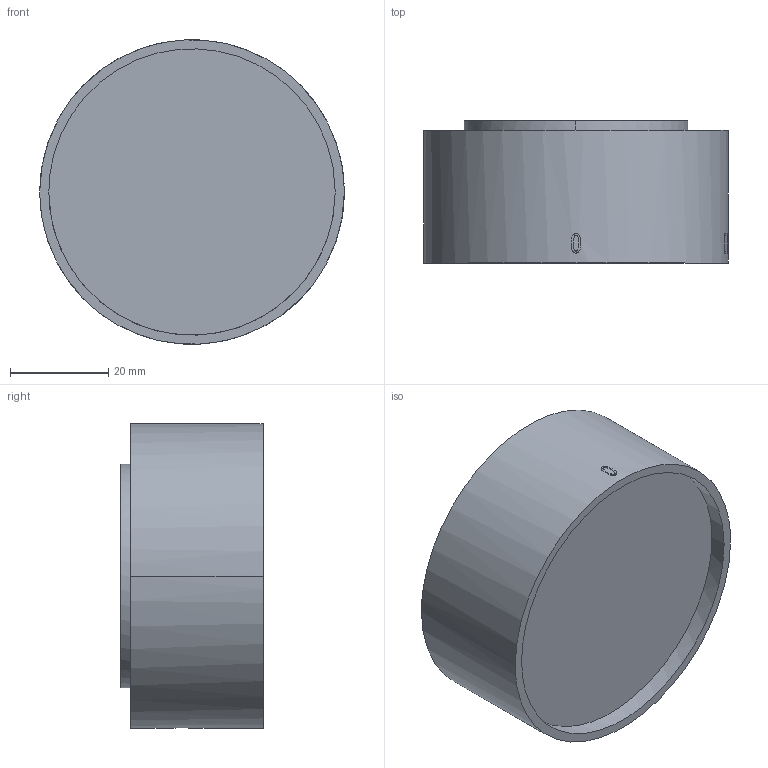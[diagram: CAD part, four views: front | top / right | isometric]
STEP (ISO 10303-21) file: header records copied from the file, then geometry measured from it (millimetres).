
FILE_DESCRIPTION(/* description */ (''),/* implementation_level */ '2;1');
FILE_NAME(/* name */ 'MPPSBM.01-E_SUSSEX PURE PROGRESSIVE SHOWER BATH MIXER_ELEMENTAL_STEP',/* time_stamp */ '2026-02-27T09:51:40+11:00',/* author */ (''),/* organization */ (''),/* preprocessor_version */ 'ST-DEVELOPER v16.5',/* originating_system */ 'Rhino 7.38',/* authorisation */ '');
FILE_SCHEMA (('AUTOMOTIVE_DESIGN'));
Length unit declared in the file: millimetre
Products named in the file (1): Document
Bounding box: 62 x 29 x 62 mm (x, y, z)
Volume: 75468.3 mm3; surface area: 12280.7 mm2
Topology: 1 solids, 1 shells, 134 faces, 354 edges, 236 vertices
Faces by surface type: bspline 68, plane 43, cylinder 23
Entity records: 14634 total; most frequent: CARTESIAN_POINT 12314, ORIENTED_EDGE 708, EDGE_CURVE 354, B_SPLINE_CURVE_WITH_KNOTS 304, VERTEX_POINT 236, EDGE_LOOP 148, ADVANCED_FACE 134, FACE_OUTER_BOUND 134
